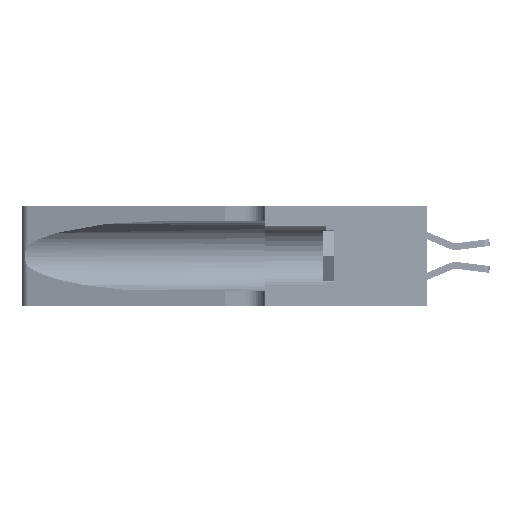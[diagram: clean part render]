
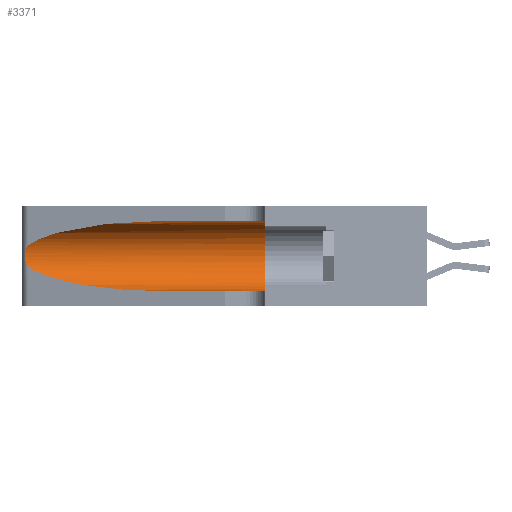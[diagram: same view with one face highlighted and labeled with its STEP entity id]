
A CAD part, left-side view. The second image highlights one B-rep face of the part: STEP entity #3371.
In plain terms, the highlighted cylindrical face has radius 3.308 mm (diameter 6.617 mm), a partial arc.
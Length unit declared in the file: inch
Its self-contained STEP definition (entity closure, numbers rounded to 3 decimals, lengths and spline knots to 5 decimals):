
#774 = DIRECTION ( 'NONE',  ( 0., -1., 0. ) ) ;
#1678 = VERTEX_POINT ( 'NONE', #19680 ) ;
#1696 = CARTESIAN_POINT ( 'NONE',  ( 0.25854, 1.2359, 0.20912 ) ) ;
#2051 = CARTESIAN_POINT ( 'NONE',  ( 0.25487, 1.22718, 0.14631 ) ) ;
#2522 = EDGE_CURVE ( 'NONE', #1678, #12128, #43301, .T. ) ;
#2705 = FACE_OUTER_BOUND ( 'NONE', #24460, .T. ) ;
#3236 = ORIENTED_EDGE ( 'NONE', *, *, #12942, .T. ) ;
#3371 = ADVANCED_FACE ( 'NONE', ( #2705 ), #51393, .F. ) ;
#5768 = CARTESIAN_POINT ( 'NONE',  ( 0.1305, 0.72297, 0.05475 ) ) ;
#5775 = CARTESIAN_POINT ( 'NONE',  ( 0.25639, 1.23186, 0.15144 ) ) ;
#7253 = LINE ( 'NONE', #49212, #45218 ) ;
#7788 = B_SPLINE_CURVE_WITH_KNOTS ( 'NONE', 3,
 ( #50471, #41665, #33723, #50297, #1696, #9467, #18181, #9639, #17472, #41853, #17646, #5775, #9291, #2051 ),
 .UNSPECIFIED., .F., .F.,
 ( 4, 2, 2, 2, 2, 2, 4 ),
 ( 0., 0.00027, 0.00053, 0.00107, 0.0016, 0.00187, 0.00214 ),
 .UNSPECIFIED. ) ;
#8473 = ORIENTED_EDGE ( 'NONE', *, *, #45546, .T. ) ;
#9020 = ORIENTED_EDGE ( 'NONE', *, *, #2522, .F. ) ;
#9291 = CARTESIAN_POINT ( 'NONE',  ( 0.25555, 1.22993, 0.14849 ) ) ;
#9467 = CARTESIAN_POINT ( 'NONE',  ( 0.26018, 1.23835, 0.19895 ) ) ;
#9639 = CARTESIAN_POINT ( 'NONE',  ( 0.26075, 1.23896, 0.178 ) ) ;
#11076 = DIRECTION ( 'NONE',  ( 0., -1., 0. ) ) ;
#12128 = VERTEX_POINT ( 'NONE', #50201 ) ;
#12942 = EDGE_CURVE ( 'NONE', #1678, #50293, #39904, .T. ) ;
#13400 = AXIS2_PLACEMENT_3D ( 'NONE', #25440, #29478, #33544 ) ;
#15875 = CARTESIAN_POINT ( 'NONE',  ( 0.25487, 1.22718, 0.14631 ) ) ;
#17472 = CARTESIAN_POINT ( 'NONE',  ( 0.26017, 1.23833, 0.17102 ) ) ;
#17646 = CARTESIAN_POINT ( 'NONE',  ( 0.25789, 1.23486, 0.15765 ) ) ;
#18181 = CARTESIAN_POINT ( 'NONE',  ( 0.26075, 1.23896, 0.19203 ) ) ;
#19680 = CARTESIAN_POINT ( 'NONE',  ( 0.1305, 0.72297, 0.31525 ) ) ;
#22289 = ORIENTED_EDGE ( 'NONE', *, *, #46322, .F. ) ;
#23804 = VERTEX_POINT ( 'NONE', #27304 ) ;
#24460 = EDGE_LOOP ( 'NONE', ( #3236, #44006, #8473, #27518, #22289, #9020 ) ) ;
#25160 = CARTESIAN_POINT ( 'NONE',  ( 0.25487, 1.22718, 0.14631 ) ) ;
#25440 = CARTESIAN_POINT ( 'NONE',  ( 0.1305, 1.61858, 0.185 ) ) ;
#25820 = CARTESIAN_POINT ( 'NONE',  ( 0.25487, 1.22718, 0.22369 ) ) ;
#26031 = VERTEX_POINT ( 'NONE', #25160 ) ;
#26056 = DIRECTION ( 'NONE',  ( 0., 0., 1. ) ) ;
#26242 = VECTOR ( 'NONE', #11076, 39.37008 ) ;
#27304 = CARTESIAN_POINT ( 'NONE',  ( 0.1305, 0.35, 0.05475 ) ) ;
#27518 = ORIENTED_EDGE ( 'NONE', *, *, #45620, .T. ) ;
#27553 = CARTESIAN_POINT ( 'NONE',  ( 0.1305, 1.61858, 0.31525 ) ) ;
#29478 = DIRECTION ( 'NONE',  ( 0., -1., 0. ) ) ;
#29659 = CARTESIAN_POINT ( 'NONE',  ( 0.2373, 1.15595, 0.28018 ) ) ;
#29915 = DIRECTION ( 'NONE',  ( 0., 1., 0. ) ) ;
#30085 = AXIS2_PLACEMENT_3D ( 'NONE', #46705, #29915, #26056 ) ;
#30881 = EDGE_CURVE ( 'NONE', #50293, #26031, #7788, .T. ) ;
#33544 = DIRECTION ( 'NONE',  ( 0., 0., -1. ) ) ;
#33723 = CARTESIAN_POINT ( 'NONE',  ( 0.25639, 1.23184, 0.21858 ) ) ;
#33740 = CARTESIAN_POINT ( 'NONE',  ( 0.18966, 0.96281, 0.31525 ) ) ;
#34913 = VERTEX_POINT ( 'NONE', #5768 ) ;
#36201 = CARTESIAN_POINT ( 'NONE',  ( 0.2373, 1.15595, 0.08982 ) ) ;
#39904 =( BOUNDED_CURVE ( )  B_SPLINE_CURVE ( 3, ( #49798, #33740, #29659, #25820 ),
 .UNSPECIFIED., .F., .T. ) 
 B_SPLINE_CURVE_WITH_KNOTS ( ( 4, 4 ),
 ( 1.5708, 2.84003 ),
 .UNSPECIFIED. ) 
 CURVE ( )  GEOMETRIC_REPRESENTATION_ITEM ( )  RATIONAL_B_SPLINE_CURVE ( ( 1., 0.87, 0.87, 1. ) ) 
 REPRESENTATION_ITEM ( '' )  );
#40086 = CARTESIAN_POINT ( 'NONE',  ( 0.18966, 0.96281, 0.05475 ) ) ;
#41665 = CARTESIAN_POINT ( 'NONE',  ( 0.25555, 1.22994, 0.2215 ) ) ;
#41853 = CARTESIAN_POINT ( 'NONE',  ( 0.25856, 1.23593, 0.16098 ) ) ;
#43301 = LINE ( 'NONE', #27553, #26242 ) ;
#44006 = ORIENTED_EDGE ( 'NONE', *, *, #30881, .T. ) ;
#45218 = VECTOR ( 'NONE', #774, 39.37008 ) ;
#45546 = EDGE_CURVE ( 'NONE', #26031, #34913, #49284, .T. ) ;
#45620 = EDGE_CURVE ( 'NONE', #34913, #23804, #7253, .T. ) ;
#46322 = EDGE_CURVE ( 'NONE', #12128, #23804, #48896, .T. ) ;
#46705 = CARTESIAN_POINT ( 'NONE',  ( 0.1305, 0.35, 0.185 ) ) ;
#48896 = CIRCLE ( 'NONE', #30085, 0.13025 ) ;
#49212 = CARTESIAN_POINT ( 'NONE',  ( 0.1305, 1.61858, 0.05475 ) ) ;
#49284 =( BOUNDED_CURVE ( )  B_SPLINE_CURVE ( 3, ( #15875, #36201, #40086, #49721 ),
 .UNSPECIFIED., .F., .F. ) 
 B_SPLINE_CURVE_WITH_KNOTS ( ( 4, 4 ),
 ( 3.44316, 4.71239 ),
 .UNSPECIFIED. ) 
 CURVE ( )  GEOMETRIC_REPRESENTATION_ITEM ( )  RATIONAL_B_SPLINE_CURVE ( ( 1., 0.87, 0.87, 1. ) ) 
 REPRESENTATION_ITEM ( '' )  );
#49532 = CARTESIAN_POINT ( 'NONE',  ( 0.25487, 1.22718, 0.22369 ) ) ;
#49721 = CARTESIAN_POINT ( 'NONE',  ( 0.1305, 0.72297, 0.05475 ) ) ;
#49798 = CARTESIAN_POINT ( 'NONE',  ( 0.1305, 0.72297, 0.31525 ) ) ;
#50201 = CARTESIAN_POINT ( 'NONE',  ( 0.1305, 0.35, 0.31525 ) ) ;
#50293 = VERTEX_POINT ( 'NONE', #49532 ) ;
#50297 = CARTESIAN_POINT ( 'NONE',  ( 0.25787, 1.23484, 0.2124 ) ) ;
#50471 = CARTESIAN_POINT ( 'NONE',  ( 0.25487, 1.22718, 0.22369 ) ) ;
#51393 = CYLINDRICAL_SURFACE ( 'NONE', #13400, 0.13025 ) ;
